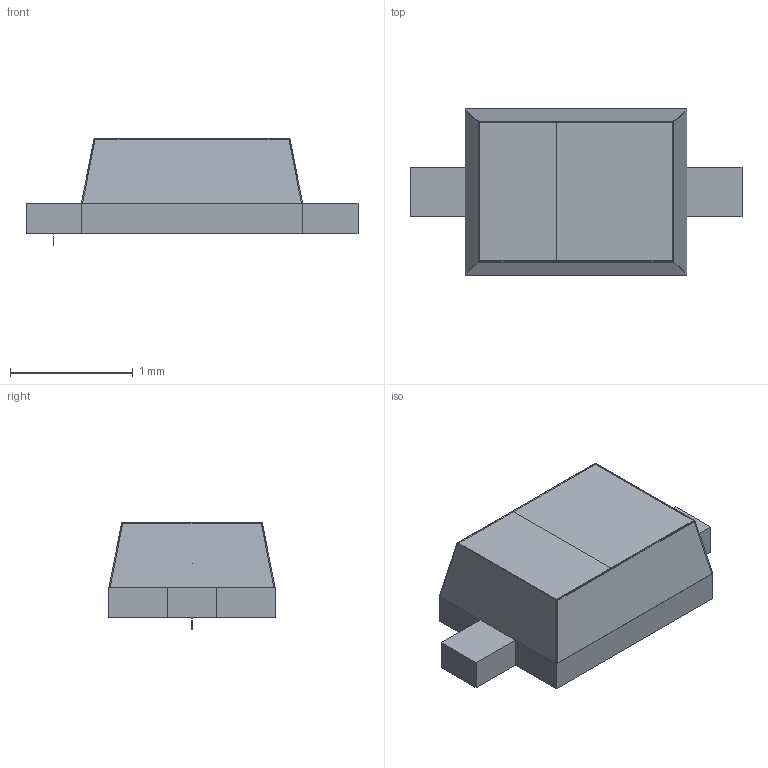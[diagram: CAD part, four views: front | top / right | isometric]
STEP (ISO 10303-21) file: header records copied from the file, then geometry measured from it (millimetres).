
FILE_DESCRIPTION (( 'STEP AP214' ), '1' );
FILE_NAME ('User Library-SOD-323F.STEP', '2019-06-10T00:33:36', ( '' ), ( '' ), 'SwSTEP 2.0', 'SolidWorks 2019', '' );
FILE_SCHEMA (( 'AUTOMOTIVE_DESIGN' ));
Length unit declared in the file: millimetre
Products named in the file (28): User Library-SOD-323F_Free-Models3; User Library-SOD-323F_Extruded10; User Library-SOD-323F_Free-Models5; User Library-SOD-323F_Extruded8; User Library-SOD-323F_Board5; User Library-SOD-323F_358339793; User Library-SOD-323F_358340561; User Library-SOD-323F_BODYSOD323F_4; User Library-SOD-323F; User Library-SOD-323F_Extruded9; User Library-SOD-323F_358337361; User Library-SOD-323F_Extruded11; User Library-SOD-323F_Free-Models4; User Library-SOD-323F_358337489; User Library-SOD-323F_Extruded6; User Library-SOD-323F_358338001; User Library-SOD-323F_Extruded7; User Library-SOD-323F_358337745; User Library-SOD-323F_BODYSOD323F_3; User Library-SOD-323F_Board4; User Library-SOD-323F_Board3
Assembly tree (32 placements, depth 6):
  User Library-SOD-323F
    User Library-SOD-323F_Free-Models3
      User Library-SOD-323F_358337361
        User Library-SOD-323F_Extruded8
      User Library-SOD-323F_358337361
        User Library-SOD-323F_Extruded8
      User Library-SOD-323F_358337489
        User Library-SOD-323F_Extruded6
      User Library-SOD-323F_358338001
        User Library-SOD-323F_Extruded7
      User Library-SOD-323F_BODYSOD323F_3
        User Library-SOD-323F_Free-Models4
          User Library-SOD-323F_358340561
            User Library-SOD-323F_Extruded9
        User Library-SOD-323F_Board4
      User Library-SOD-323F_358337745
        User Library-SOD-323F_Extruded11
      User Library-SOD-323F_BODYSOD323F_4
        User Library-SOD-323F_Board3
        User Library-SOD-323F_Free-Models5
          User Library-SOD-323F_358339793
            User Library-SOD-323F_Extruded10
      User Library-SOD-323F_BODYSOD323F_3
        User Library-SOD-323F_Free-Models4
          User Library-SOD-323F_358340561
            User Library-SOD-323F_Extruded9
        User Library-SOD-323F_Board4
      User Library-SOD-323F_BODYSOD323F_4
        User Library-SOD-323F_Board3
        User Library-SOD-323F_Free-Models5
          User Library-SOD-323F_358339793
            User Library-SOD-323F_Extruded10
    User Library-SOD-323F_Board5
Bounding box: 2.7 x 1.35 x 0.87 mm (x, y, z)
Volume: 0.7 mm3; surface area: 18.2 mm2
Topology: 14 solids, 14 shells, 84 faces, 168 edges, 112 vertices
Faces by surface type: plane 84
Entity records: 2298 total; most frequent: DIRECTION 322, CARTESIAN_POINT 287, ORIENTED_EDGE 216, LINE 108, EDGE_CURVE 108, VECTOR 108, AXIS2_PLACEMENT_3D 107, VERTEX_POINT 72
